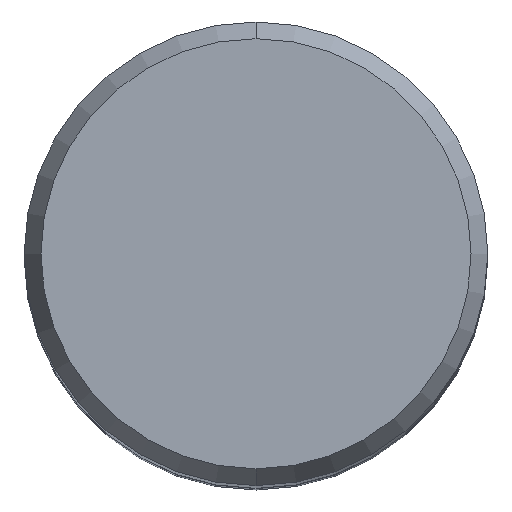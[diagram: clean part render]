
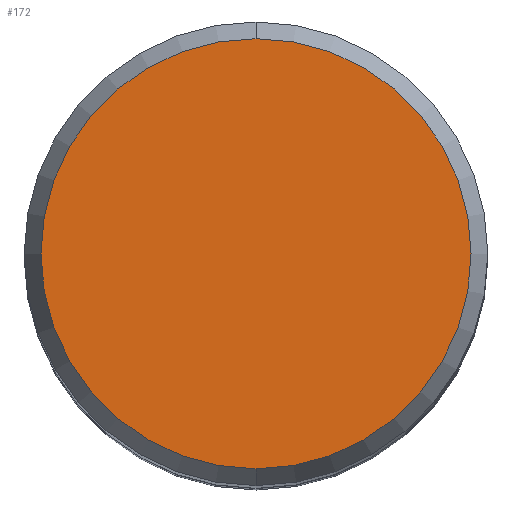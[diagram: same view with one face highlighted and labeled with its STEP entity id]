
A CAD part, top view. The second image highlights one B-rep face of the part: STEP entity #172.
In plain terms, the highlighted planar face has unit normal (0, 0, 1).
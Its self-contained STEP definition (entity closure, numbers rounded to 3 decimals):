
#118=VERTEX_POINT('',#307);
#154=EDGE_CURVE('',#286,#118,#351,.T.);
#172=ADVANCED_FACE('',(#371),#372,.T.);
#200=EDGE_CURVE('',#118,#286,#405,.T.);
#286=VERTEX_POINT('',#499);
#307=CARTESIAN_POINT('',(0.0,7.423,0.01));
#351=CIRCLE('',#565,7.423);
#371=FACE_OUTER_BOUND('',#588,.T.);
#372=PLANE('',#589);
#405=CIRCLE('',#634,7.423);
#499=CARTESIAN_POINT('',(0.,-7.423,0.01));
#565=AXIS2_PLACEMENT_3D('',#823,#824,#825);
#588=EDGE_LOOP('',(#849,#850));
#589=AXIS2_PLACEMENT_3D('',#851,#852,#853);
#634=AXIS2_PLACEMENT_3D('',#902,#903,#904);
#823=CARTESIAN_POINT('',(0.0,0.0,0.01));
#824=DIRECTION('',(0.0,0.0,-1.0));
#825=DIRECTION('',(0.0,1.0,0.0));
#849=ORIENTED_EDGE('',*,*,#200,.F.);
#850=ORIENTED_EDGE('',*,*,#154,.F.);
#851=CARTESIAN_POINT('',(0.0,3.711,0.01));
#852=DIRECTION('',(-0.0,0.0,1.0));
#853=DIRECTION('',(0.0,-1.0,0.0));
#902=CARTESIAN_POINT('',(0.0,0.0,0.01));
#903=DIRECTION('',(0.0,0.0,-1.0));
#904=DIRECTION('',(0.0,1.0,0.0));
